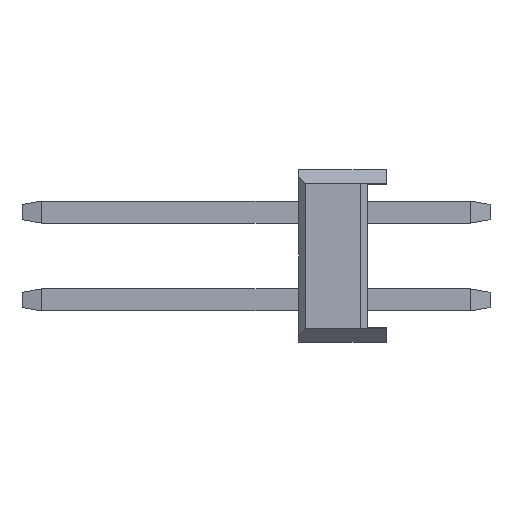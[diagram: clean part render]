
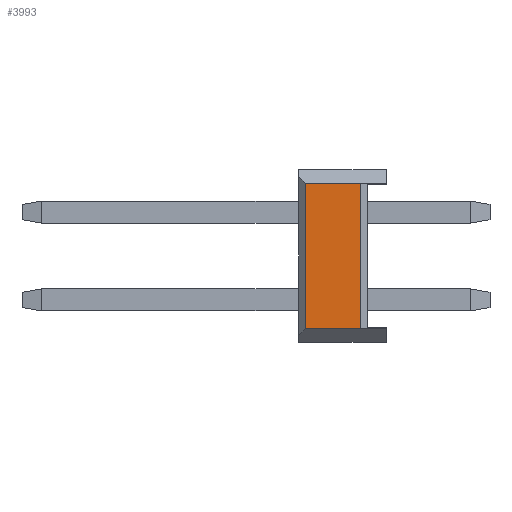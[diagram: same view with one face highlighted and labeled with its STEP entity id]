
A CAD part, left-side view. The second image highlights one B-rep face of the part: STEP entity #3993.
In plain terms, the highlighted planar face has unit normal (-1, 0, 0).
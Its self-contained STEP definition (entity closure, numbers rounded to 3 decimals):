
#48 = DIRECTION ( 'NONE',  ( 0., -1., 0. ) ) ;
#604 = EDGE_CURVE ( 'NONE', #2358, #4173, #5222, .T. ) ;
#686 = LINE ( 'NONE', #2084, #6345 ) ;
#849 = CARTESIAN_POINT ( 'NONE',  ( -1.27, 2.54, 2.1 ) ) ;
#1015 = AXIS2_PLACEMENT_3D ( 'NONE', #1806, #8134, #3510 ) ;
#1806 = CARTESIAN_POINT ( 'NONE',  ( -1.27, 2.54, 2.1 ) ) ;
#2084 = CARTESIAN_POINT ( 'NONE',  ( -1.27, 2.34, 2.1 ) ) ;
#2358 = VERTEX_POINT ( 'NONE', #8174 ) ;
#2939 = CARTESIAN_POINT ( 'NONE',  ( -1.27, 0.74, -2.1 ) ) ;
#2973 = CARTESIAN_POINT ( 'NONE',  ( -1.27, 2.34, 2.1 ) ) ;
#3484 = DIRECTION ( 'NONE',  ( 0., 0., 1. ) ) ;
#3510 = DIRECTION ( 'NONE',  ( 0., 0., -1. ) ) ;
#3615 = VERTEX_POINT ( 'NONE', #4902 ) ;
#3993 = ADVANCED_FACE ( 'NONE', ( #7496 ), #6443, .F. ) ;
#4033 = LINE ( 'NONE', #849, #5860 ) ;
#4173 = VERTEX_POINT ( 'NONE', #2939 ) ;
#4256 = VECTOR ( 'NONE', #3484, 1000. ) ;
#4353 = ORIENTED_EDGE ( 'NONE', *, *, #604, .T. ) ;
#4902 = CARTESIAN_POINT ( 'NONE',  ( -1.27, 0.74, 2.1 ) ) ;
#5222 = LINE ( 'NONE', #9207, #6782 ) ;
#5472 = ORIENTED_EDGE ( 'NONE', *, *, #9942, .T. ) ;
#5860 = VECTOR ( 'NONE', #48, 1000. ) ;
#6094 = LINE ( 'NONE', #7338, #4256 ) ;
#6330 = ORIENTED_EDGE ( 'NONE', *, *, #7729, .F. ) ;
#6345 = VECTOR ( 'NONE', #7454, 1000. ) ;
#6443 = PLANE ( 'NONE',  #1015 ) ;
#6782 = VECTOR ( 'NONE', #9265, 1000. ) ;
#7338 = CARTESIAN_POINT ( 'NONE',  ( -1.27, 0.74, -2.1 ) ) ;
#7346 = ORIENTED_EDGE ( 'NONE', *, *, #8867, .T. ) ;
#7454 = DIRECTION ( 'NONE',  ( 0., 0., -1. ) ) ;
#7496 = FACE_OUTER_BOUND ( 'NONE', #7874, .T. ) ;
#7578 = VERTEX_POINT ( 'NONE', #2973 ) ;
#7729 = EDGE_CURVE ( 'NONE', #7578, #3615, #4033, .T. ) ;
#7874 = EDGE_LOOP ( 'NONE', ( #6330, #5472, #4353, #7346 ) ) ;
#8134 = DIRECTION ( 'NONE',  ( 1., 0., 0. ) ) ;
#8174 = CARTESIAN_POINT ( 'NONE',  ( -1.27, 2.34, -2.1 ) ) ;
#8867 = EDGE_CURVE ( 'NONE', #4173, #3615, #6094, .T. ) ;
#9207 = CARTESIAN_POINT ( 'NONE',  ( -1.27, 2.54, -2.1 ) ) ;
#9265 = DIRECTION ( 'NONE',  ( 0., -1., 0. ) ) ;
#9942 = EDGE_CURVE ( 'NONE', #7578, #2358, #686, .T. ) ;
